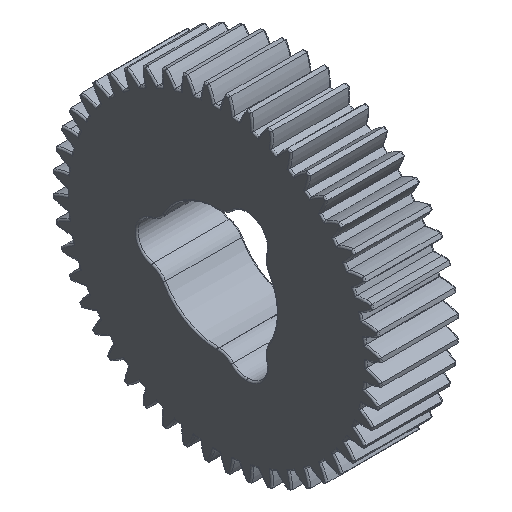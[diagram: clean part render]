
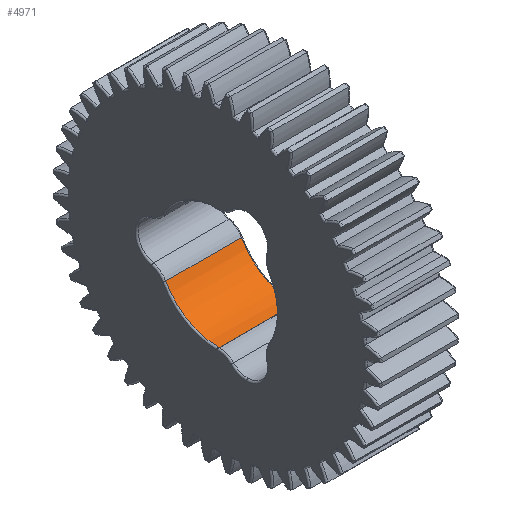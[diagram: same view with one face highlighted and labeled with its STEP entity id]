
A CAD part, isometric view. The second image highlights one B-rep face of the part: STEP entity #4971.
In plain terms, the highlighted cylindrical face has radius 9.652 mm (diameter 19.304 mm), a partial arc.
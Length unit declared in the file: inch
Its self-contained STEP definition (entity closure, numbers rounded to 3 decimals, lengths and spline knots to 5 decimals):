
#710 = EDGE_LOOP ( 'NONE', ( #3321, #1926, #11207, #16342, #10375 ) ) ;
#1635 = DIRECTION ( 'NONE',  ( -1., 0., 0. ) ) ;
#1926 = ORIENTED_EDGE ( 'NONE', *, *, #14947, .T. ) ;
#2174 = EDGE_CURVE ( 'NONE', #5227, #10027, #5880, .T. ) ;
#2525 = EDGE_CURVE ( 'NONE', #19201, #3735, #5530, .T. ) ;
#3284 = CARTESIAN_POINT ( 'NONE',  ( 2., -0.00661, -0.37994 ) ) ;
#3321 = ORIENTED_EDGE ( 'NONE', *, *, #6416, .T. ) ;
#3735 = VERTEX_POINT ( 'NONE', #6921 ) ;
#4340 = DIRECTION ( 'NONE',  ( 0., 0., 1. ) ) ;
#4388 = CYLINDRICAL_SURFACE ( 'NONE', #14846, 0.38 ) ;
#4971 = ADVANCED_FACE ( 'NONE', ( #15031 ), #4388, .F. ) ;
#5056 = CARTESIAN_POINT ( 'NONE',  ( 0.01, 0.33235, -0.18425 ) ) ;
#5227 = VERTEX_POINT ( 'NONE', #8654 ) ;
#5442 = DIRECTION ( 'NONE',  ( -1., 0., 0. ) ) ;
#5530 = CIRCLE ( 'NONE', #16467, 0.38 ) ;
#5880 = CIRCLE ( 'NONE', #8369, 0.38 ) ;
#6416 = EDGE_CURVE ( 'NONE', #10027, #10483, #8658, .T. ) ;
#6801 = CARTESIAN_POINT ( 'NONE',  ( 0.01, 0., -0.38 ) ) ;
#6921 = CARTESIAN_POINT ( 'NONE',  ( 0.01, -0.00661, -0.37994 ) ) ;
#8369 = AXIS2_PLACEMENT_3D ( 'NONE', #12060, #16369, #4340 ) ;
#8519 = CARTESIAN_POINT ( 'NONE',  ( 0.01, 0., 0. ) ) ;
#8654 = CARTESIAN_POINT ( 'NONE',  ( 0.49, -0.00661, -0.37994 ) ) ;
#8658 = LINE ( 'NONE', #13068, #17395 ) ;
#9147 = DIRECTION ( 'NONE',  ( 1., 0., 0. ) ) ;
#10027 = VERTEX_POINT ( 'NONE', #19279 ) ;
#10375 = ORIENTED_EDGE ( 'NONE', *, *, #2174, .T. ) ;
#10427 = CARTESIAN_POINT ( 'NONE',  ( 0.01, 0., 0. ) ) ;
#10483 = VERTEX_POINT ( 'NONE', #5056 ) ;
#11207 = ORIENTED_EDGE ( 'NONE', *, *, #2525, .T. ) ;
#12060 = CARTESIAN_POINT ( 'NONE',  ( 0.49, 0., 0. ) ) ;
#12204 = CARTESIAN_POINT ( 'NONE',  ( 2., 0., 0. ) ) ;
#13068 = CARTESIAN_POINT ( 'NONE',  ( 2., 0.33235, -0.18425 ) ) ;
#13266 = DIRECTION ( 'NONE',  ( -1., 0., 0. ) ) ;
#13273 = DIRECTION ( 'NONE',  ( 0., 0., 1. ) ) ;
#13669 = AXIS2_PLACEMENT_3D ( 'NONE', #10427, #13266, #16397 ) ;
#14575 = DIRECTION ( 'NONE',  ( 0., 0., -1. ) ) ;
#14846 = AXIS2_PLACEMENT_3D ( 'NONE', #12204, #1635, #13273 ) ;
#14947 = EDGE_CURVE ( 'NONE', #10483, #19201, #18336, .T. ) ;
#15016 = EDGE_CURVE ( 'NONE', #3735, #5227, #15485, .T. ) ;
#15031 = FACE_OUTER_BOUND ( 'NONE', #710, .T. ) ;
#15485 = LINE ( 'NONE', #3284, #16484 ) ;
#15666 = DIRECTION ( 'NONE',  ( -1., 0., 0. ) ) ;
#16342 = ORIENTED_EDGE ( 'NONE', *, *, #15016, .T. ) ;
#16369 = DIRECTION ( 'NONE',  ( 1., 0., 0. ) ) ;
#16397 = DIRECTION ( 'NONE',  ( 0., 0., -1. ) ) ;
#16467 = AXIS2_PLACEMENT_3D ( 'NONE', #8519, #15666, #14575 ) ;
#16484 = VECTOR ( 'NONE', #9147, 39.37008 ) ;
#17395 = VECTOR ( 'NONE', #5442, 39.37008 ) ;
#18336 = CIRCLE ( 'NONE', #13669, 0.38 ) ;
#19201 = VERTEX_POINT ( 'NONE', #6801 ) ;
#19279 = CARTESIAN_POINT ( 'NONE',  ( 0.49, 0.33235, -0.18425 ) ) ;
